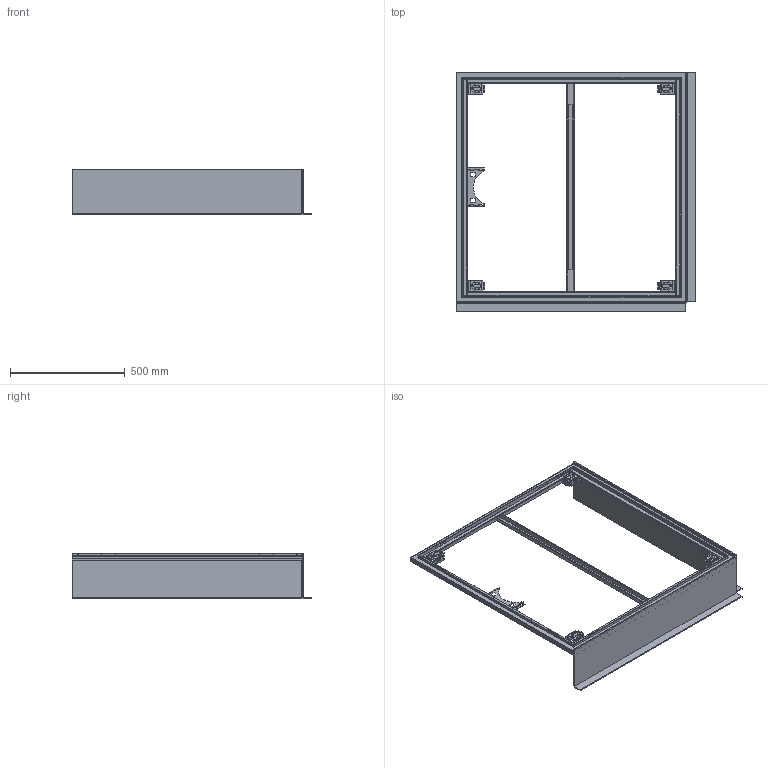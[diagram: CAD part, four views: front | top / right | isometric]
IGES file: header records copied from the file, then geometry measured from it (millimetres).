
Global section: file name: 154480; native system: Autodesk Inventor 2014; preprocessor: unknown; author: seihe2; date: 20170502.153053; units: millimetre
Bounding box: 1046.5 x 1046.5 x 200.7 mm (x, y, z)
Volume: 6354192.1 mm3; surface area: 1948917.3 mm2
Topology: 9 solids, 9 shells, 821 faces, 2404 edges, 1588 vertices
Faces by surface type: plane 740, revolution 41, cylinder 40
